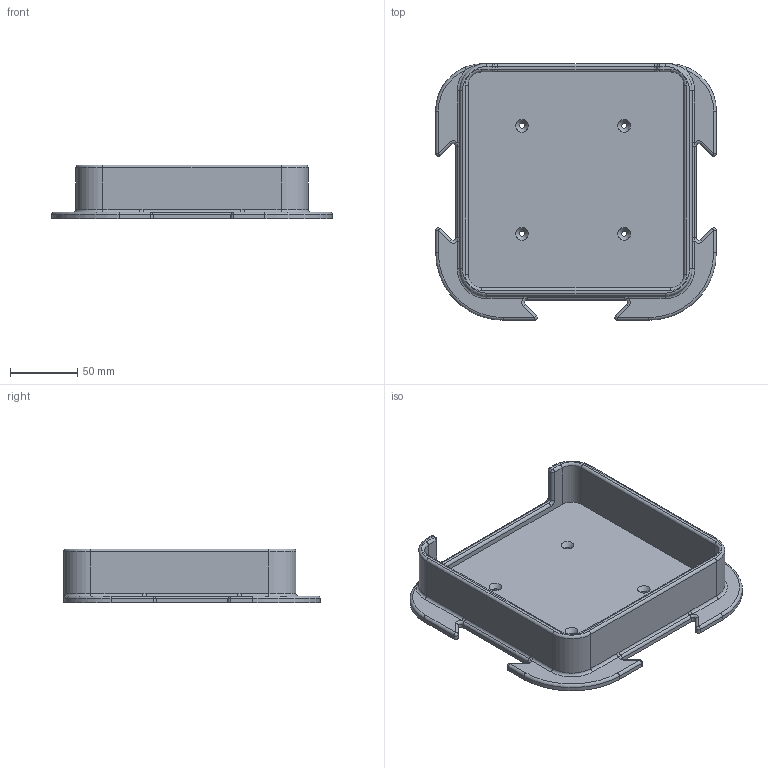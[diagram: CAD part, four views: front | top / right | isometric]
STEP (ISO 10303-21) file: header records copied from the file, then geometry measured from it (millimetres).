
FILE_DESCRIPTION(/* description */ (''),/* implementation_level */ '2;1');
FILE_NAME(/* name */ 'base.step',/* time_stamp */ '2021-01-04T10:47:45-06:00',/* author */ (''),/* organization */ (''),/* preprocessor_version */ 'ST-DEVELOPER v18.1',/* originating_system */ 'Autodesk Translation Framework v9.7.1.1290',/* authorisation */ '');
FILE_SCHEMA (('AUTOMOTIVE_DESIGN { 1 0 10303 214 3 1 1 }'));
Length unit declared in the file: millimetre
Products named in the file (1): base
Bounding box: 208 x 190 x 40 mm (x, y, z)
Volume: 282780.9 mm3; surface area: 110419.6 mm2
Topology: 1 solids, 1 shells, 155 faces, 361 edges, 206 vertices
Faces by surface type: cylinder 72, plane 33, torus 26, sphere 10, bspline 10, cone 4
Full cylindrical faces by diameter (mm): 4 x4
Entity records: 4666 total; most frequent: CARTESIAN_POINT 1057, DIRECTION 809, ORIENTED_EDGE 718, EDGE_CURVE 359, AXIS2_PLACEMENT_3D 324, VERTEX_POINT 206, CIRCLE 178, EDGE_LOOP 163
